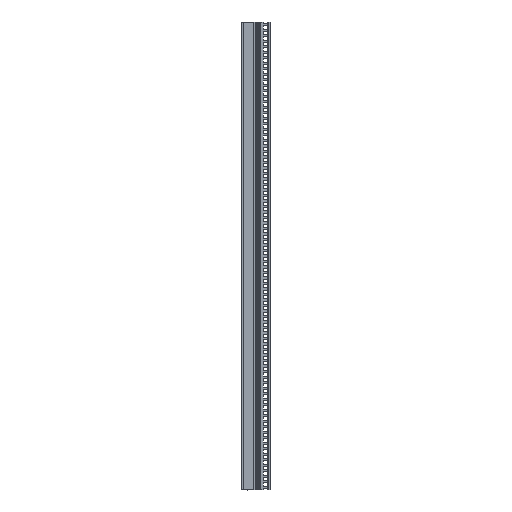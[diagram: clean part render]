
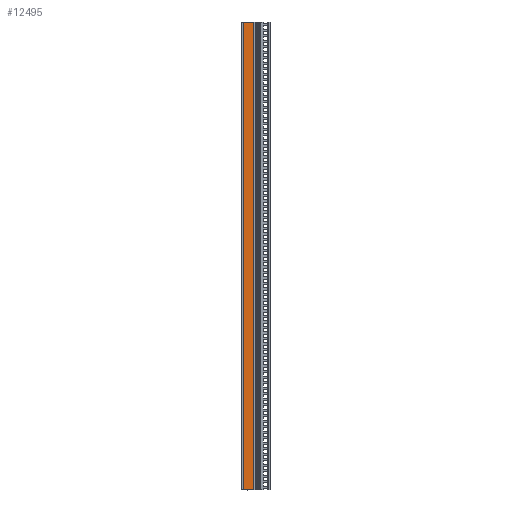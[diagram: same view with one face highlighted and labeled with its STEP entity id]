
A CAD part, front view. The second image highlights one B-rep face of the part: STEP entity #12495.
In plain terms, the highlighted planar face has unit normal (0, -1, 0).
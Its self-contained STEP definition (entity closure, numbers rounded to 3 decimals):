
#718=PLANE($,#13386);
#1219=FACE_OUTER_BOUND($,#1761,.T.);
#1761=EDGE_LOOP($,(#10315,#10316,#10317,#10318));
#3781=LINE($,#19874,#5137);
#3782=LINE($,#19878,#5138);
#3783=LINE($,#19880,#5139);
#3784=LINE($,#19881,#5140);
#5137=VECTOR($,#16312,431.8);
#5138=VECTOR($,#16317,9.35);
#5139=VECTOR($,#16318,431.8);
#5140=VECTOR($,#16319,9.35);
#6391=VERTEX_POINT($,#19871);
#6392=VERTEX_POINT($,#19873);
#6393=VERTEX_POINT($,#19877);
#6394=VERTEX_POINT($,#19879);
#8082=EDGE_CURVE($,#6392,#6391,#3781,.T.);
#8084=EDGE_CURVE($,#6393,#6391,#3782,.T.);
#8085=EDGE_CURVE($,#6394,#6393,#3783,.T.);
#8086=EDGE_CURVE($,#6392,#6394,#3784,.T.);
#10315=ORIENTED_EDGE($,*,*,#8082,.T.);
#10316=ORIENTED_EDGE($,*,*,#8084,.F.);
#10317=ORIENTED_EDGE($,*,*,#8085,.F.);
#10318=ORIENTED_EDGE($,*,*,#8086,.F.);
#12495=ADVANCED_FACE($,(#1219),#718,.T.);
#13386=AXIS2_PLACEMENT_3D($,#19876,#16315,#16316);
#16312=DIRECTION($,(0.,0.,-1.));
#16315=DIRECTION('center_axis',(0.,-1.,0.));
#16316=DIRECTION('ref_axis',(0.,0.,-1.));
#16317=DIRECTION($,(-1.,0.,0.));
#16318=DIRECTION($,(0.,0.,-1.));
#16319=DIRECTION($,(1.,0.,0.));
#19871=CARTESIAN_POINT('',(-11.55,-11.3,-215.9));
#19873=CARTESIAN_POINT('',(-11.55,-11.3,215.9));
#19874=CARTESIAN_POINT($,(-11.55,-11.3,215.9));
#19876=CARTESIAN_POINT('Origin',(-6.875,-11.3,0.));
#19877=CARTESIAN_POINT('',(-2.2,-11.3,-215.9));
#19878=CARTESIAN_POINT($,(-2.2,-11.3,-215.9));
#19879=CARTESIAN_POINT('',(-2.2,-11.3,215.9));
#19880=CARTESIAN_POINT($,(-2.2,-11.3,215.9));
#19881=CARTESIAN_POINT($,(-11.55,-11.3,215.9));
